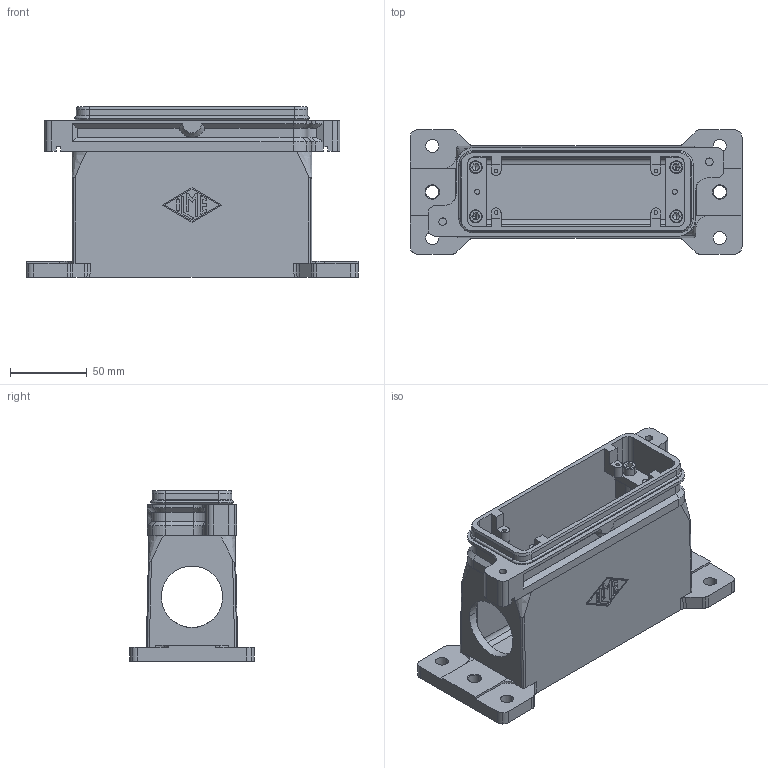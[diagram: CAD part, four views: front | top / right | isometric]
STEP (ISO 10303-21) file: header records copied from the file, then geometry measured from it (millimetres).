
FILE_DESCRIPTION(('Creo Elements/Direct Modeling STEP Export'),'2;1');
FILE_NAME('0ln7uvk49c4l4dc4048','2017-02-24T 9:20:35',(''),(''),'PTC Creo Elements/Direct Modeling STEP processor for AP214 (Solid Model)','PTC Creo Elements/Direct Modeling 19.0E 27-Jun-2016 (C) Parametric Technology GmbH','');
FILE_SCHEMA(('AUTOMOTIVE_DESIGN { 1 0 10303 214 1 1 1 1 }'));
Length unit declared in the file: millimetre
Products named in the file (1): MGPE_24.240
Bounding box: 216 x 81 x 111 mm (x, y, z)
Volume: 387451.7 mm3; surface area: 127671.2 mm2
Topology: 1 solids, 7 shells, 571 faces, 1511 edges, 950 vertices
Faces by surface type: plane 275, cylinder 220, cone 44, torus 24, sphere 4, bspline 4
Entity records: 23437 total; most frequent: CARTESIAN_POINT 4393, DIRECTION 3113, ORIENTED_EDGE 2990, EDGE_CURVE 1495, AXIS2_PLACEMENT_3D 1112, VERTEX_POINT 950, VECTOR 889, LINE 889
